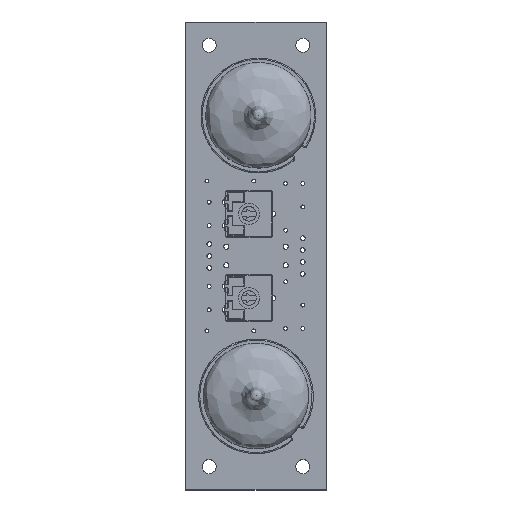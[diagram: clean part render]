
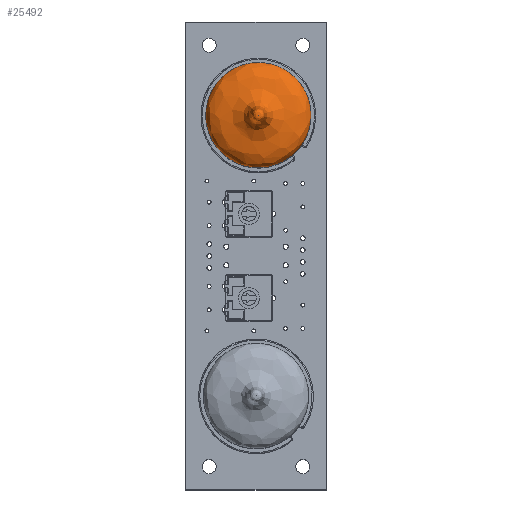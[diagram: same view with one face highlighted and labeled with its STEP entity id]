
A CAD part, top view. The second image highlights one B-rep face of the part: STEP entity #25492.
In plain terms, the highlighted free-form (B-spline) face has degree [2, 3] with [7, 7] control points.
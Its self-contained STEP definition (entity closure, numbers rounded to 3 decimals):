
#24172 = ( BOUNDED_SURFACE() B_SPLINE_SURFACE(2,1,(
    (#24173,#24174)
    ,(#24175,#24176)
    ,(#24177,#24178)
    ,(#24179,#24180)
    ,(#24181,#24182)
    ,(#24183,#24184)
    ,(#24185,#24186
)),.UNSPECIFIED.,.T.,.F.,.F.) B_SPLINE_SURFACE_WITH_KNOTS((1,2,2,2,2,1),
  (2,2),(-2.094,0.,2.094,4.189,6.283,
    8.378),(0.,51.),.UNSPECIFIED.) 
GEOMETRIC_REPRESENTATION_ITEM() RATIONAL_B_SPLINE_SURFACE((
    (1.,1.)
    ,(0.5,0.5)
    ,(1.,1.)
    ,(0.5,0.5)
    ,(1.,1.)
    ,(0.5,0.5)
,(1.,1.))) REPRESENTATION_ITEM('') SURFACE() );
#24173 = CARTESIAN_POINT('',(11.25,53.,0.));
#24174 = CARTESIAN_POINT('',(11.25,2.,0.));
#24175 = CARTESIAN_POINT('',(11.25,53.,19.486));
#24176 = CARTESIAN_POINT('',(11.25,2.,19.486));
#24177 = CARTESIAN_POINT('',(-5.625,53.,9.743));
#24178 = CARTESIAN_POINT('',(-5.625,2.,9.743));
#24179 = CARTESIAN_POINT('',(-22.5,53.,0.));
#24180 = CARTESIAN_POINT('',(-22.5,2.,0.));
#24181 = CARTESIAN_POINT('',(-5.625,53.,-9.743));
#24182 = CARTESIAN_POINT('',(-5.625,2.,-9.743));
#24183 = CARTESIAN_POINT('',(11.25,53.,-19.486));
#24184 = CARTESIAN_POINT('',(11.25,2.,-19.486));
#24185 = CARTESIAN_POINT('',(11.25,53.,0.));
#24186 = CARTESIAN_POINT('',(11.25,2.,0.));
#24858 = EDGE_CURVE('',#24859,#24859,#24861,.T.);
#24859 = VERTEX_POINT('',#24860);
#24860 = CARTESIAN_POINT('',(11.25,53.,0.));
#24861 = SURFACE_CURVE('',#24862,(#24870,#24881),.PCURVE_S1.);
#24862 = ( BOUNDED_CURVE() B_SPLINE_CURVE(2,(#24863,#24864,#24865,#24866
    ,#24867,#24868,#24869),.UNSPECIFIED.,.T.,.F.) 
B_SPLINE_CURVE_WITH_KNOTS((1,2,2,2,2,1),(-2.094,0.,
    2.094,4.189,6.283,8.378),
.UNSPECIFIED.) CURVE() GEOMETRIC_REPRESENTATION_ITEM() 
RATIONAL_B_SPLINE_CURVE((1.,0.5,1.,0.5,1.,0.5,1.)) REPRESENTATION_ITEM(
  '') );
#24863 = CARTESIAN_POINT('',(11.25,53.,0.));
#24864 = CARTESIAN_POINT('',(11.25,53.,19.486));
#24865 = CARTESIAN_POINT('',(-5.625,53.,9.743));
#24866 = CARTESIAN_POINT('',(-22.5,53.,0.));
#24867 = CARTESIAN_POINT('',(-5.625,53.,-9.743));
#24868 = CARTESIAN_POINT('',(11.25,53.,-19.486));
#24869 = CARTESIAN_POINT('',(11.25,53.,0.));
#24870 = PCURVE('',#24172,#24871);
#24871 = DEFINITIONAL_REPRESENTATION('',(#24872),#24880);
#24872 = B_SPLINE_CURVE_WITH_KNOTS('',2,(#24873,#24874,#24875,#24876,
    #24877,#24878,#24879),.UNSPECIFIED.,.F.,.F.,(3,2,2,3),(0.,
    2.094,4.189,6.283),
  .PIECEWISE_BEZIER_KNOTS.);
#24873 = CARTESIAN_POINT('',(0.,0.));
#24874 = CARTESIAN_POINT('',(1.047,0.));
#24875 = CARTESIAN_POINT('',(2.094,0.));
#24876 = CARTESIAN_POINT('',(3.142,0.));
#24877 = CARTESIAN_POINT('',(4.189,0.));
#24878 = CARTESIAN_POINT('',(5.236,0.));
#24879 = CARTESIAN_POINT('',(6.283,0.));
#24880 = ( GEOMETRIC_REPRESENTATION_CONTEXT(2) 
PARAMETRIC_REPRESENTATION_CONTEXT() REPRESENTATION_CONTEXT('2D SPACE',''
  ) );
#24881 = PCURVE('',#24882,#24932);
#24882 = ( BOUNDED_SURFACE() B_SPLINE_SURFACE(2,3,(
    (#24883,#24884,#24885,#24886,#24887,#24888,#24889)
    ,(#24890,#24891,#24892,#24893,#24894,#24895,#24896)
    ,(#24897,#24898,#24899,#24900,#24901,#24902,#24903)
    ,(#24904,#24905,#24906,#24907,#24908,#24909,#24910)
    ,(#24911,#24912,#24913,#24914,#24915,#24916,#24917)
    ,(#24918,#24919,#24920,#24921,#24922,#24923,#24924)
    ,(#24925,#24926,#24927,#24928,#24929,#24930,#24931
)),.UNSPECIFIED.,.T.,.F.,.F.) B_SPLINE_SURFACE_WITH_KNOTS((1,2,2,2,2,1),
  (4,1,1,1,4),(-2.094,0.,2.094,4.189,
    6.283,8.378),(0.,0.25,0.5,0.75,1.),.UNSPECIFIED.) 
GEOMETRIC_REPRESENTATION_ITEM() RATIONAL_B_SPLINE_SURFACE((
    (1.,1.,1.,1.,1.,1.,1.)
    ,(0.5,0.5,0.5,0.5,0.5,0.5,0.5)
    ,(1.,1.,1.,1.,1.,1.,1.)
    ,(0.5,0.5,0.5,0.5,0.5,0.5,0.5)
    ,(1.,1.,1.,1.,1.,1.,1.)
    ,(0.5,0.5,0.5,0.5,0.5,0.5,0.5)
,(1.,1.,1.,1.,1.,1.,1.))) REPRESENTATION_ITEM('') SURFACE() );
#24883 = CARTESIAN_POINT('',(11.25,53.,0.));
#24884 = CARTESIAN_POINT('',(11.25,56.,0.));
#24885 = CARTESIAN_POINT('',(4.5,56.,0.));
#24886 = CARTESIAN_POINT('',(1.5,59.,0.));
#24887 = CARTESIAN_POINT('',(1.5,65.,0.));
#24888 = CARTESIAN_POINT('',(1.,65.5,0.));
#24889 = CARTESIAN_POINT('',(0.,65.5,0.));
#24890 = CARTESIAN_POINT('',(11.25,53.,19.486));
#24891 = CARTESIAN_POINT('',(11.25,56.,19.486));
#24892 = CARTESIAN_POINT('',(4.5,56.,7.794));
#24893 = CARTESIAN_POINT('',(1.5,59.,2.598));
#24894 = CARTESIAN_POINT('',(1.5,65.,2.598));
#24895 = CARTESIAN_POINT('',(1.,65.5,1.732));
#24896 = CARTESIAN_POINT('',(0.,65.5,0.));
#24897 = CARTESIAN_POINT('',(-5.625,53.,9.743));
#24898 = CARTESIAN_POINT('',(-5.625,56.,9.743));
#24899 = CARTESIAN_POINT('',(-2.25,56.,3.897));
#24900 = CARTESIAN_POINT('',(-0.75,59.,1.299));
#24901 = CARTESIAN_POINT('',(-0.75,65.,1.299));
#24902 = CARTESIAN_POINT('',(-0.5,65.5,0.866));
#24903 = CARTESIAN_POINT('',(0.,65.5,0.));
#24904 = CARTESIAN_POINT('',(-22.5,53.,0.));
#24905 = CARTESIAN_POINT('',(-22.5,56.,0.));
#24906 = CARTESIAN_POINT('',(-9.,56.,0.));
#24907 = CARTESIAN_POINT('',(-3.,59.,0.));
#24908 = CARTESIAN_POINT('',(-3.,65.,0.));
#24909 = CARTESIAN_POINT('',(-2.,65.5,0.));
#24910 = CARTESIAN_POINT('',(0.,65.5,0.));
#24911 = CARTESIAN_POINT('',(-5.625,53.,-9.743));
#24912 = CARTESIAN_POINT('',(-5.625,56.,-9.743));
#24913 = CARTESIAN_POINT('',(-2.25,56.,-3.897));
#24914 = CARTESIAN_POINT('',(-0.75,59.,-1.299));
#24915 = CARTESIAN_POINT('',(-0.75,65.,-1.299));
#24916 = CARTESIAN_POINT('',(-0.5,65.5,-0.866));
#24917 = CARTESIAN_POINT('',(0.,65.5,0.));
#24918 = CARTESIAN_POINT('',(11.25,53.,-19.486));
#24919 = CARTESIAN_POINT('',(11.25,56.,-19.486));
#24920 = CARTESIAN_POINT('',(4.5,56.,-7.794));
#24921 = CARTESIAN_POINT('',(1.5,59.,-2.598));
#24922 = CARTESIAN_POINT('',(1.5,65.,-2.598));
#24923 = CARTESIAN_POINT('',(1.,65.5,-1.732));
#24924 = CARTESIAN_POINT('',(0.,65.5,0.));
#24925 = CARTESIAN_POINT('',(11.25,53.,0.));
#24926 = CARTESIAN_POINT('',(11.25,56.,0.));
#24927 = CARTESIAN_POINT('',(4.5,56.,0.));
#24928 = CARTESIAN_POINT('',(1.5,59.,0.));
#24929 = CARTESIAN_POINT('',(1.5,65.,0.));
#24930 = CARTESIAN_POINT('',(1.,65.5,0.));
#24931 = CARTESIAN_POINT('',(0.,65.5,0.));
#24932 = DEFINITIONAL_REPRESENTATION('',(#24933),#24941);
#24933 = B_SPLINE_CURVE_WITH_KNOTS('',2,(#24934,#24935,#24936,#24937,
    #24938,#24939,#24940),.UNSPECIFIED.,.F.,.F.,(3,2,2,3),(0.,
    2.094,4.189,6.283),
  .PIECEWISE_BEZIER_KNOTS.);
#24934 = CARTESIAN_POINT('',(0.,0.));
#24935 = CARTESIAN_POINT('',(1.047,0.));
#24936 = CARTESIAN_POINT('',(2.094,0.));
#24937 = CARTESIAN_POINT('',(3.142,0.));
#24938 = CARTESIAN_POINT('',(4.189,0.));
#24939 = CARTESIAN_POINT('',(5.236,0.));
#24940 = CARTESIAN_POINT('',(6.283,0.));
#24941 = ( GEOMETRIC_REPRESENTATION_CONTEXT(2) 
PARAMETRIC_REPRESENTATION_CONTEXT() REPRESENTATION_CONTEXT('2D SPACE',''
  ) );
#25492 = ADVANCED_FACE('',(#25493),#24882,.F.);
#25493 = FACE_BOUND('',#25494,.F.);
#25494 = EDGE_LOOP('',(#25495,#25496,#25523));
#25495 = ORIENTED_EDGE('',*,*,#24858,.T.);
#25496 = ORIENTED_EDGE('',*,*,#25497,.T.);
#25497 = EDGE_CURVE('',#24859,#25498,#25500,.T.);
#25498 = VERTEX_POINT('',#25499);
#25499 = CARTESIAN_POINT('',(0.,65.5,0.));
#25500 = SEAM_CURVE('',#25501,(#25509,#25516),.PCURVE_S1.);
#25501 = B_SPLINE_CURVE_WITH_KNOTS('',3,(#25502,#25503,#25504,#25505,
    #25506,#25507,#25508),.UNSPECIFIED.,.F.,.F.,(4,1,1,1,4),(0.,0.25,0.5
    ,0.75,1.),.QUASI_UNIFORM_KNOTS.);
#25502 = CARTESIAN_POINT('',(11.25,53.,0.));
#25503 = CARTESIAN_POINT('',(11.25,56.,0.));
#25504 = CARTESIAN_POINT('',(4.5,56.,0.));
#25505 = CARTESIAN_POINT('',(1.5,59.,0.));
#25506 = CARTESIAN_POINT('',(1.5,65.,0.));
#25507 = CARTESIAN_POINT('',(1.,65.5,0.));
#25508 = CARTESIAN_POINT('',(0.,65.5,0.));
#25509 = PCURVE('',#24882,#25510);
#25510 = DEFINITIONAL_REPRESENTATION('',(#25511),#25515);
#25511 = B_SPLINE_CURVE_WITH_KNOTS('',2,(#25512,#25513,#25514),
  .UNSPECIFIED.,.F.,.F.,(3,3),(0.,1.),.PIECEWISE_BEZIER_KNOTS.);
#25512 = CARTESIAN_POINT('',(6.283,0.));
#25513 = CARTESIAN_POINT('',(6.283,0.5));
#25514 = CARTESIAN_POINT('',(6.283,1.));
#25515 = ( GEOMETRIC_REPRESENTATION_CONTEXT(2) 
PARAMETRIC_REPRESENTATION_CONTEXT() REPRESENTATION_CONTEXT('2D SPACE',''
  ) );
#25516 = PCURVE('',#24882,#25517);
#25517 = DEFINITIONAL_REPRESENTATION('',(#25518),#25522);
#25518 = B_SPLINE_CURVE_WITH_KNOTS('',2,(#25519,#25520,#25521),
  .UNSPECIFIED.,.F.,.F.,(3,3),(0.,1.),.PIECEWISE_BEZIER_KNOTS.);
#25519 = CARTESIAN_POINT('',(0.,0.));
#25520 = CARTESIAN_POINT('',(0.,0.5));
#25521 = CARTESIAN_POINT('',(0.,1.));
#25522 = ( GEOMETRIC_REPRESENTATION_CONTEXT(2) 
PARAMETRIC_REPRESENTATION_CONTEXT() REPRESENTATION_CONTEXT('2D SPACE',''
  ) );
#25523 = ORIENTED_EDGE('',*,*,#25497,.F.);
